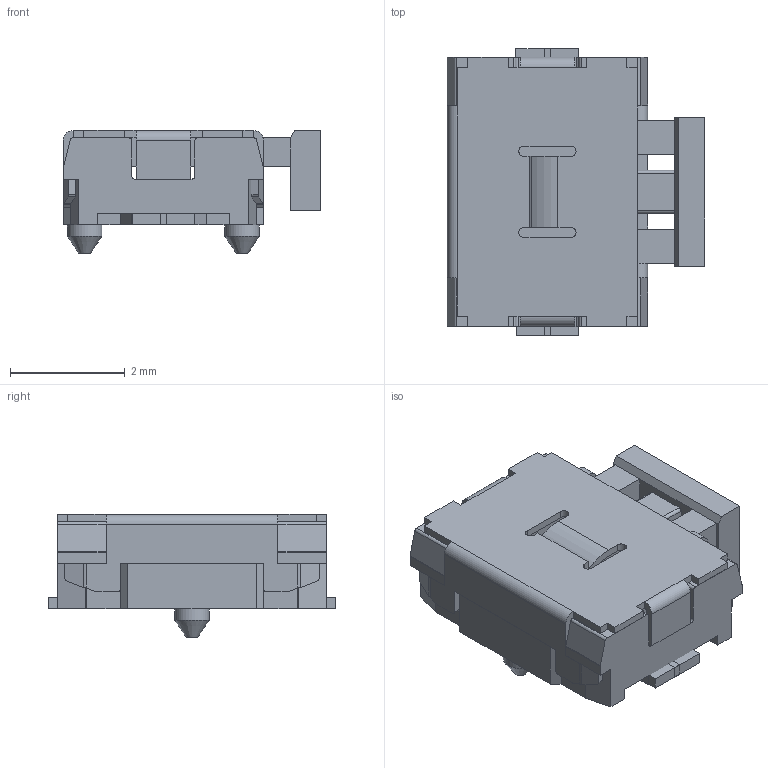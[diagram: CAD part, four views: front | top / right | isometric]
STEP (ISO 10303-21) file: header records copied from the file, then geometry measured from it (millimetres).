
FILE_DESCRIPTION(/* description */ ('STEP AP242','CAx-IF Rec.Pracs.---Representation and Presentation of Product Manufacturing Information (PMI)---4.0---2014-10-13','CAx-IF Rec.Pracs.---3D Tessellated Geometry---0.4---2014-09-14','2;1'),/* implementation_level */ '2;1');
FILE_NAME(/* name */ '66c163b628764957d350d4ae',/* time_stamp */ '2024-08-18T03:00:07Z',/* author */ (''),/* organization */ (''),/* preprocessor_version */ 'ST-DEVELOPER v20',/* originating_system */ ' ',/* authorisation */ ' ');
FILE_SCHEMA (('AP242_MANAGED_MODEL_BASED_3D_ENGINEERING_MIM_LF { 1 0 10303 442 1 1 4 }'));
Length unit declared in the file: metre
Products named in the file (8): Assem1; pins; frame; stem; cover
Assembly tree (7 placements, depth 2):
  Assem1
    pins
    pins
    frame
    stem
    pins
    cover
    pins
Bounding box: 4.5 x 5 x 2.15 mm (x, y, z)
Volume: 22.4 mm3; surface area: 153.8 mm2
Topology: 7 solids, 7 shells, 314 faces, 833 edges, 539 vertices
Faces by surface type: plane 242, cylinder 63, bspline 4, torus 3, cone 2
Full cylindrical faces by diameter (mm): 0.6 x2
Entity records: 12037 total; most frequent: CARTESIAN_POINT 1799, ORIENTED_EDGE 1654, DIRECTION 1579, EDGE_CURVE 827, LINE 695, VECTOR 695, VERTEX_POINT 538, AXIS2_PLACEMENT_3D 442
